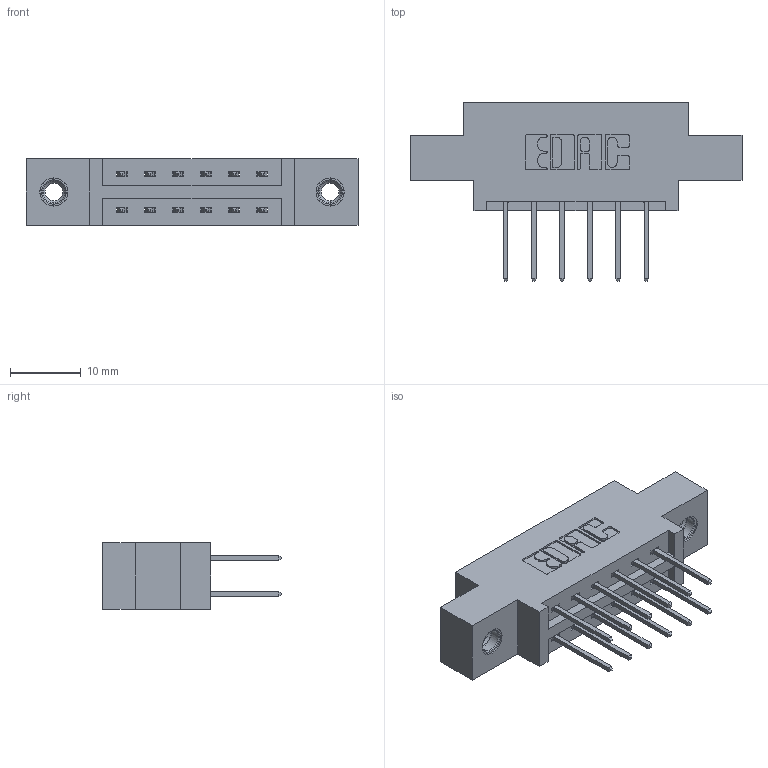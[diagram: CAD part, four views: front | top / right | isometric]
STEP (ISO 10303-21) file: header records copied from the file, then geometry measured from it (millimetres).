
FILE_DESCRIPTION (( 'STEP AP203' ), '1' );
FILE_NAME ('387-012-523-807.STEP', '2019-10-15T19:36:46', ( '' ), ( '' ), 'SwSTEP 2.0', 'SolidWorks 2016', '' );
FILE_SCHEMA (( 'CONFIG_CONTROL_DESIGN' ));
Length unit declared in the file: inch
Products named in the file (4): 387-012-523-807; 337 Part_0.170 Offset - 0.156 Dia-TI; 345-250-001_345-250-005-103; 345-292-001_345-293-123
Assembly tree (15 placements, depth 2):
  387-012-523-807
    337 Part_0.170 Offset - 0.156 Dia-TI
    345-292-001_345-293-123  x12
    345-250-001_345-250-005-103  x2
Bounding box: 46.79 x 25.15 x 9.4 mm (x, y, z)
Volume: 4345.1 mm3; surface area: 4823.2 mm2
Topology: 15 solids, 15 shells, 826 faces, 2391 edges, 1570 vertices
Faces by surface type: plane 562, cylinder 248, cone 12, torus 4
Entity records: 10644 total; most frequent: CARTESIAN_POINT 1805, ORIENTED_EDGE 1734, DIRECTION 1633, EDGE_CURVE 867, VECTOR 719, LINE 719, VERTEX_POINT 572, AXIS2_PLACEMENT_3D 457
